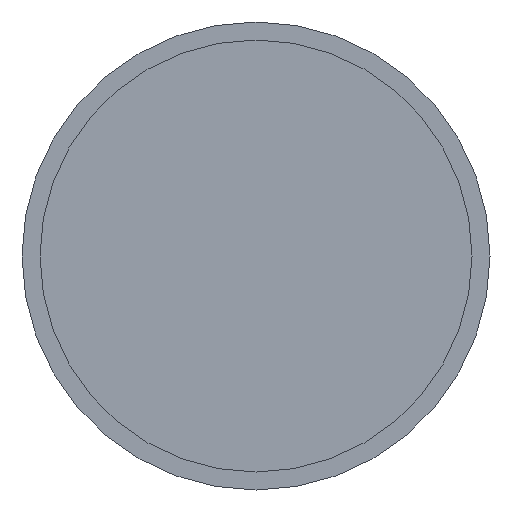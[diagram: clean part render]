
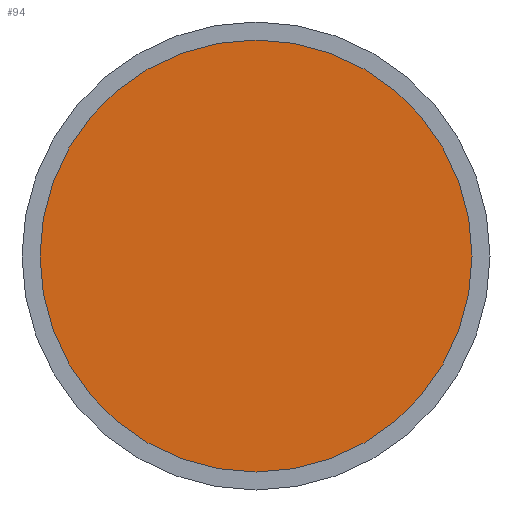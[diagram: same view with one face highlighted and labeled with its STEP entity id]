
A CAD part, front view. The second image highlights one B-rep face of the part: STEP entity #94.
In plain terms, the highlighted planar face has unit normal (0, -1, 0).
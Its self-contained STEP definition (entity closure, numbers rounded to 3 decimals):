
#94 = ADVANCED_FACE( '', ( #195 ), #196, .F. );
#195 = FACE_OUTER_BOUND( '', #326, .T. );
#196 = PLANE( '', #327 );
#326 = EDGE_LOOP( '', ( #500 ) );
#327 = AXIS2_PLACEMENT_3D( '', #501, #502, #503 );
#500 = ORIENTED_EDGE( '', *, *, #535, .T. );
#501 = CARTESIAN_POINT( '', ( 30., -3., 0. ) );
#502 = DIRECTION( '', ( 0., 1., 0. ) );
#503 = DIRECTION( '', ( 0., 0., 1. ) );
#535 = EDGE_CURVE( '', #610, #610, #611, .T. );
#610 = VERTEX_POINT( '', #713 );
#611 = CIRCLE( '', #714, 30. );
#713 = CARTESIAN_POINT( '', ( 0., -3., -30. ) );
#714 = AXIS2_PLACEMENT_3D( '', #824, #825, #826 );
#824 = CARTESIAN_POINT( '', ( 0., -3., 0. ) );
#825 = DIRECTION( '', ( 0., -1., 0. ) );
#826 = DIRECTION( '', ( 0., 0., -1. ) );
